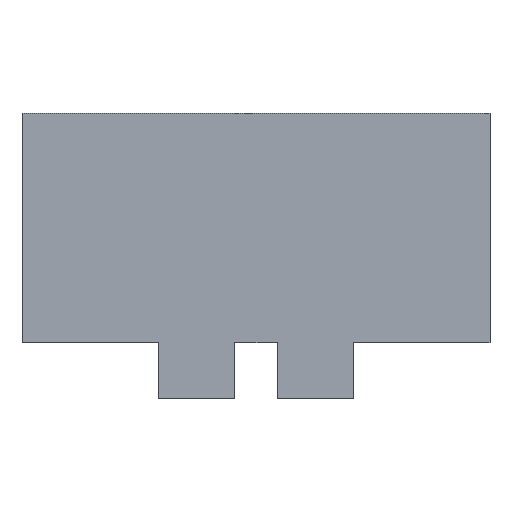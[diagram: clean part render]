
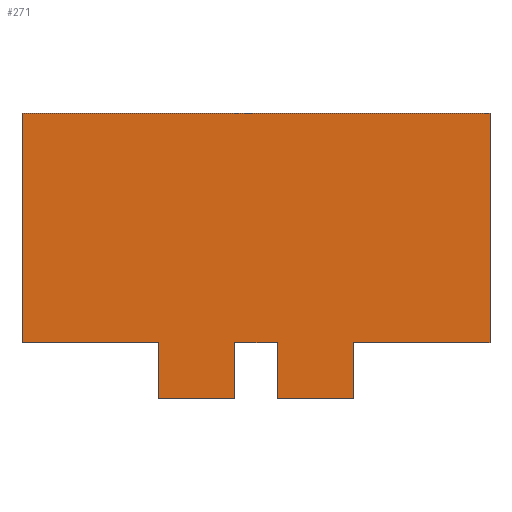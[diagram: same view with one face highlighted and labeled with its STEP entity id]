
A CAD part, left-side view. The second image highlights one B-rep face of the part: STEP entity #271.
In plain terms, the highlighted planar face has unit normal (-1, 0, 0).
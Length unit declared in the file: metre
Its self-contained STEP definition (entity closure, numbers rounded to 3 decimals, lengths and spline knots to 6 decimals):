
#271=ADVANCED_FACE('',(#681),#682,.T.);
#681=FACE_OUTER_BOUND('',#1244,.T.);
#682=PLANE('',#1245);
#1244=EDGE_LOOP('',(#2054,#2055,#2056,#2057,#2058,#2059,#2060,#2061,#2062,#2063,#2064,#2065));
#1245=AXIS2_PLACEMENT_3D('',#2066,#2067,#2068);
#2054=ORIENTED_EDGE('',*,*,#3421,.T.);
#2055=ORIENTED_EDGE('',*,*,#3482,.F.);
#2056=ORIENTED_EDGE('',*,*,#3483,.T.);
#2057=ORIENTED_EDGE('',*,*,#3393,.T.);
#2058=ORIENTED_EDGE('',*,*,#3383,.T.);
#2059=ORIENTED_EDGE('',*,*,#3399,.F.);
#2060=ORIENTED_EDGE('',*,*,#3484,.T.);
#2061=ORIENTED_EDGE('',*,*,#3485,.T.);
#2062=ORIENTED_EDGE('',*,*,#3432,.T.);
#2063=ORIENTED_EDGE('',*,*,#3486,.F.);
#2064=ORIENTED_EDGE('',*,*,#3487,.T.);
#2065=ORIENTED_EDGE('',*,*,#3488,.T.);
#2066=CARTESIAN_POINT('',(-0.215651,0.189185,-0.111248));
#2067=DIRECTION('',(-1.0,0.,0.));
#2068=DIRECTION('',(0.,1.0,0.));
#3383=EDGE_CURVE('',#4046,#4044,#4047,.T.);
#3393=EDGE_CURVE('',#4059,#4046,#4060,.T.);
#3399=EDGE_CURVE('',#4067,#4044,#4069,.T.);
#3421=EDGE_CURVE('',#4108,#4106,#4109,.T.);
#3432=EDGE_CURVE('',#4127,#4128,#4129,.T.);
#3482=EDGE_CURVE('',#4221,#4106,#4222,.T.);
#3483=EDGE_CURVE('',#4221,#4059,#4223,.T.);
#3484=EDGE_CURVE('',#4067,#4224,#4225,.T.);
#3485=EDGE_CURVE('',#4224,#4127,#4226,.T.);
#3486=EDGE_CURVE('',#4227,#4128,#4228,.T.);
#3487=EDGE_CURVE('',#4227,#4229,#4230,.T.);
#3488=EDGE_CURVE('',#4229,#4108,#4231,.T.);
#4044=VERTEX_POINT('',#5010);
#4046=VERTEX_POINT('',#5013);
#4047=LINE('',#5014,#5015);
#4059=VERTEX_POINT('',#5033);
#4060=LINE('',#5034,#5035);
#4067=VERTEX_POINT('',#5045);
#4069=LINE('',#5048,#5049);
#4106=VERTEX_POINT('',#5102);
#4108=VERTEX_POINT('',#5105);
#4109=LINE('',#5106,#5107);
#4127=VERTEX_POINT('',#5134);
#4128=VERTEX_POINT('',#5135);
#4129=LINE('',#5136,#5137);
#4221=VERTEX_POINT('',#5274);
#4222=LINE('',#5275,#5276);
#4223=LINE('',#5277,#5278);
#4224=VERTEX_POINT('',#5279);
#4225=LINE('',#5280,#5281);
#4226=LINE('',#5282,#5283);
#4227=VERTEX_POINT('',#5284);
#4228=LINE('',#5285,#5286);
#4229=VERTEX_POINT('',#5287);
#4230=LINE('',#5288,#5289);
#4231=LINE('',#5290,#5291);
#5010=CARTESIAN_POINT('',(-0.215651,0.164805,-0.123448));
#5013=CARTESIAN_POINT('',(-0.215651,0.168085,-0.123448));
#5014=CARTESIAN_POINT('',(-0.215651,0.164805,-0.123448));
#5015=VECTOR('',#6202,1.0);
#5033=CARTESIAN_POINT('',(-0.215651,0.168085,-0.121048));
#5034=CARTESIAN_POINT('',(-0.215651,0.168085,-0.121048));
#5035=VECTOR('',#6209,1.0);
#5045=CARTESIAN_POINT('',(-0.215651,0.164805,-0.121048));
#5048=CARTESIAN_POINT('',(-0.215651,0.164805,-0.121048));
#5049=VECTOR('',#6214,1.0);
#5102=CARTESIAN_POINT('',(-0.215651,0.169885,-0.123448));
#5105=CARTESIAN_POINT('',(-0.215651,0.173165,-0.123448));
#5106=CARTESIAN_POINT('',(-0.215651,0.169885,-0.123448));
#5107=VECTOR('',#6231,1.0);
#5134=CARTESIAN_POINT('',(-0.215651,0.158985,-0.111248));
#5135=CARTESIAN_POINT('',(-0.215651,0.178985,-0.111248));
#5136=CARTESIAN_POINT('',(-0.215651,0.189185,-0.111248));
#5137=VECTOR('',#6241,1.0);
#5274=CARTESIAN_POINT('',(-0.215651,0.169885,-0.121048));
#5275=CARTESIAN_POINT('',(-0.215651,0.169885,-0.121048));
#5276=VECTOR('',#6293,1.0);
#5277=CARTESIAN_POINT('',(-0.215651,0.163605,-0.121048));
#5278=VECTOR('',#6294,1.0);
#5279=CARTESIAN_POINT('',(-0.215651,0.158985,-0.121048));
#5280=CARTESIAN_POINT('',(-0.215651,0.173602,-0.121048));
#5281=VECTOR('',#6295,1.0);
#5282=CARTESIAN_POINT('',(-0.215651,0.158985,-0.111248));
#5283=VECTOR('',#6296,1.0);
#5284=CARTESIAN_POINT('',(-0.215651,0.178985,-0.121048));
#5285=CARTESIAN_POINT('',(-0.215651,0.178985,-0.111248));
#5286=VECTOR('',#6297,1.0);
#5287=CARTESIAN_POINT('',(-0.215651,0.173165,-0.121048));
#5288=CARTESIAN_POINT('',(-0.215651,0.179025,-0.121048));
#5289=VECTOR('',#6298,1.0);
#5290=CARTESIAN_POINT('',(-0.215651,0.173165,-0.121048));
#5291=VECTOR('',#6299,1.0);
#6202=DIRECTION('',(0.,-1.0,0.));
#6209=DIRECTION('',(0.,0.,-1.0));
#6214=DIRECTION('',(0.,0.,-1.0));
#6231=DIRECTION('',(0.,-1.0,0.));
#6241=DIRECTION('',(0.,1.0,0.));
#6293=DIRECTION('',(0.,0.,-1.0));
#6294=DIRECTION('',(0.,-1.0,0.));
#6295=DIRECTION('',(0.,-1.0,0.));
#6296=DIRECTION('',(0.,0.,1.0));
#6297=DIRECTION('',(0.,0.0,1.0));
#6298=DIRECTION('',(0.,-1.0,0.));
#6299=DIRECTION('',(0.,0.,-1.0));
